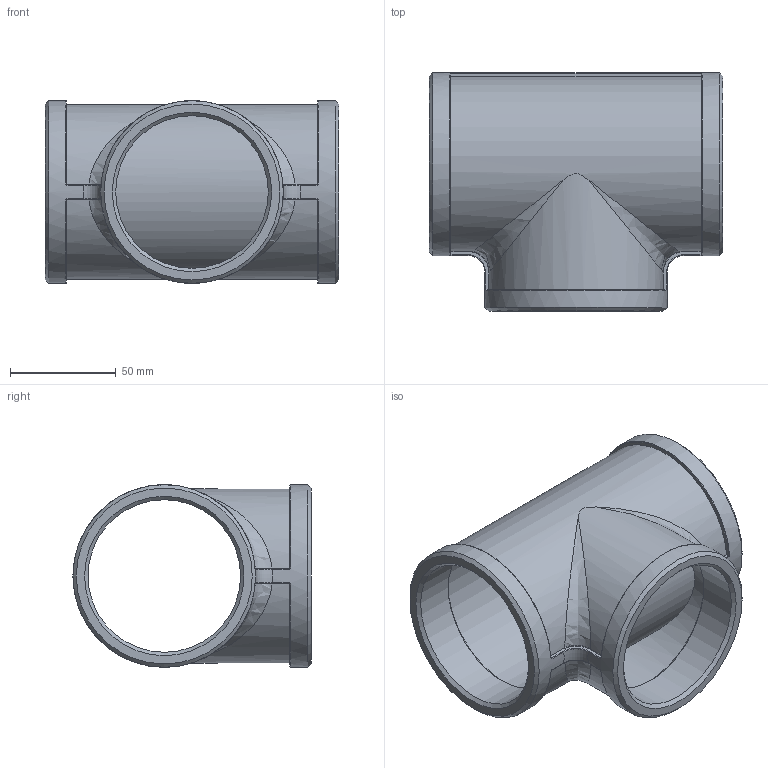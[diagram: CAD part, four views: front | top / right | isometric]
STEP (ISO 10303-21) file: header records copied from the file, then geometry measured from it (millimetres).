
FILE_DESCRIPTION(/* description */ (''),/* implementation_level */ '2;1');
FILE_NAME(/* name */ 'KI-307-065 Aschl.stp',/* time_stamp */ '2016-06-01T15:30:26+02:00',/* author */ ('hochmair'),/* organization */ (''),/* preprocessor_version */ 'ST-DEVELOPER v15.6',/* originating_system */ 'Autodesk Inventor 2015',/* authorisation */ '');
FILE_SCHEMA (('AUTOMOTIVE_DESIGN { 1 0 10303 214 3 1 1 }'));
Length unit declared in the file: millimetre
Products named in the file (1): TB22385615
Bounding box: 139 x 112.75 x 86.5 mm (x, y, z)
Volume: 186319.7 mm3; surface area: 94888.9 mm2
Topology: 1 solids, 1 shells, 135 faces, 318 edges, 179 vertices
Faces by surface type: cylinder 46, bspline 32, torus 18, plane 18, sphere 12, cone 9
Full cylindrical faces by diameter (mm): 72.226 x3, 76.1 x3, 86.5 x2
Entity records: 5176 total; most frequent: CARTESIAN_POINT 2331, DIRECTION 582, ORIENTED_EDGE 570, EDGE_CURVE 285, AXIS2_PLACEMENT_3D 259, VERTEX_POINT 175, EDGE_LOOP 160, FACE_OUTER_BOUND 135
